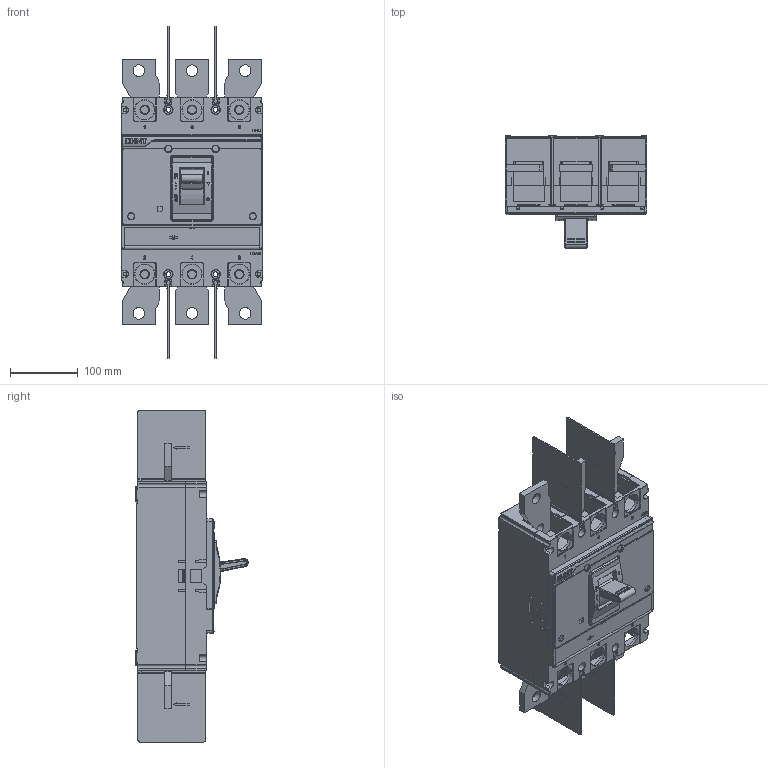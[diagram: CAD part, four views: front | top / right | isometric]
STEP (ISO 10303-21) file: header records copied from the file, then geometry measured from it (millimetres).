
FILE_DESCRIPTION(/* description */ (''),/* implementation_level */ '2;1');
FILE_NAME(/* name */ 'NXMS-1000 3P.stp',/* time_stamp */ '2017-04-07T19:46:45+08:00',/* author */ (''),/* organization */ (''),/* preprocessor_version */ 'ST-DEVELOPER v11',/* originating_system */ 'SIEMENS PLM Software NX 7.5',/* authorisation */ '');
FILE_SCHEMA (('CONFIG_CONTROL_DESIGN'));
Products named in the file (1): NXMS-1000 3P
Bounding box: 210 x 166.75 x 491 mm (x, y, z)
Volume: 6030106.4 mm3; surface area: 758791 mm2
Topology: 18 solids, 171 shells, 4001 faces, 10308 edges, 6727 vertices
Faces by surface type: plane 2759, cylinder 710, extrusion 248, torus 104, bspline 86, cone 58, sphere 36
Full cylindrical faces by diameter (mm): 1 x4, 2 x1, 3.3 x1, 4 x6, 5 x6, 5.166 x2, 5.2 x10, 5.5 x4, 6 x12, 7.2 x4, 8 x5, 9.5 x8, 12.5 x3, 13 x7, 14 x6, 14.5 x2, 15.2 x2, 17 x6, 29 x6
Entity records: 126808 total; most frequent: CARTESIAN_POINT 30776, ORIENTED_EDGE 20242, DIRECTION 18380, EDGE_CURVE 10121, VECTOR 7688, LINE 7440, VERTEX_POINT 6684, AXIS2_PLACEMENT_3D 5346
